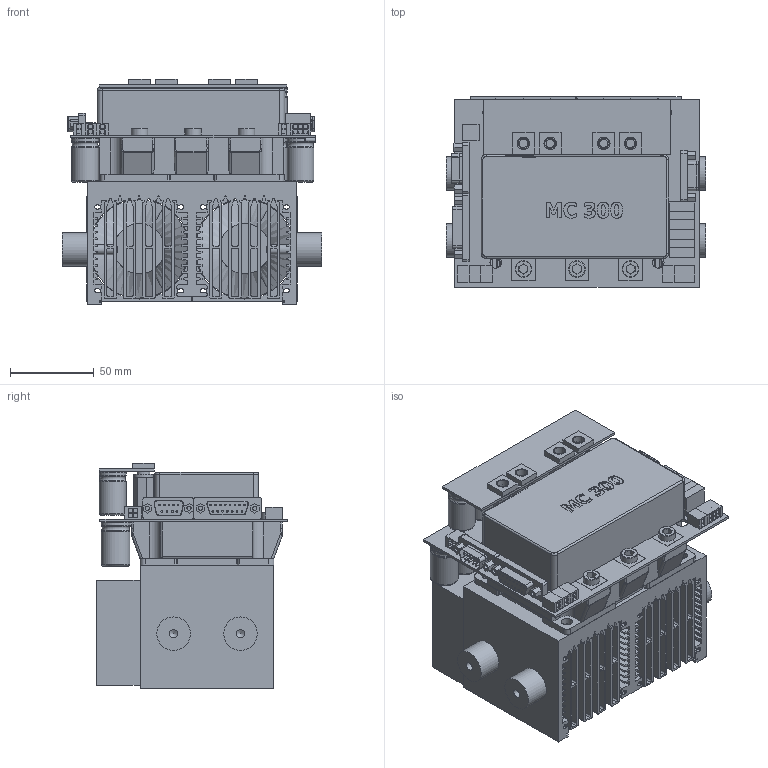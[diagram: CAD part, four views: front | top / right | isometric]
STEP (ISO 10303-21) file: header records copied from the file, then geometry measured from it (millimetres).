
FILE_DESCRIPTION(('FreeCAD Model'),'2;1');
FILE_NAME('MC300_LA7.step','2020-01-03T00:24:58',('Author'),(''), 'Open CASCADE STEP processor 7.3','FreeCAD','Unknown');
FILE_SCHEMA(('AUTOMOTIVE_DESIGN { 1 0 10303 214 1 1 1 1 }'));
Length unit declared in the file: millimetre
Products named in the file (6): SchwinggummiM6_004; SchwinggummiM6_002; MC300plusAssembly_001; KuehlkorperLA7mitLufter_001; SchwinggummiM6_001; SchwinggummiM6_003
Bounding box: 155 x 114.05 x 134.87 mm (x, y, z)
Volume: 407298 mm3; surface area: 498466.5 mm2
Topology: 9 solids, 62 shells, 2295 faces, 5853 edges, 3786 vertices
Faces by surface type: plane 1156, cylinder 749, torus 136, bspline 126, extrusion 116, cone 12
Full cylindrical faces by diameter (mm): 1 x33, 2.5 x6, 2.8 x4, 4 x8, 4.3 x4, 5 x12, 6 x67, 6.1 x4, 6.2 x4, 6.3 x4, 6.6 x4, 7 x4, 7.5 x8, 7.7 x4, 8 x4, 10 x3, 12 x4, 16.1 x36, 20 x4, 30 x2, 60 x2
Entity records: 201597 total; most frequent: CARTESIAN_POINT 70930, DIRECTION 20527, VECTOR 12432, LINE 12316, ORIENTED_EDGE 11638, PCURVE 11638, DEFINITIONAL_REPRESENTATION 11638, EDGE_CURVE 5841
